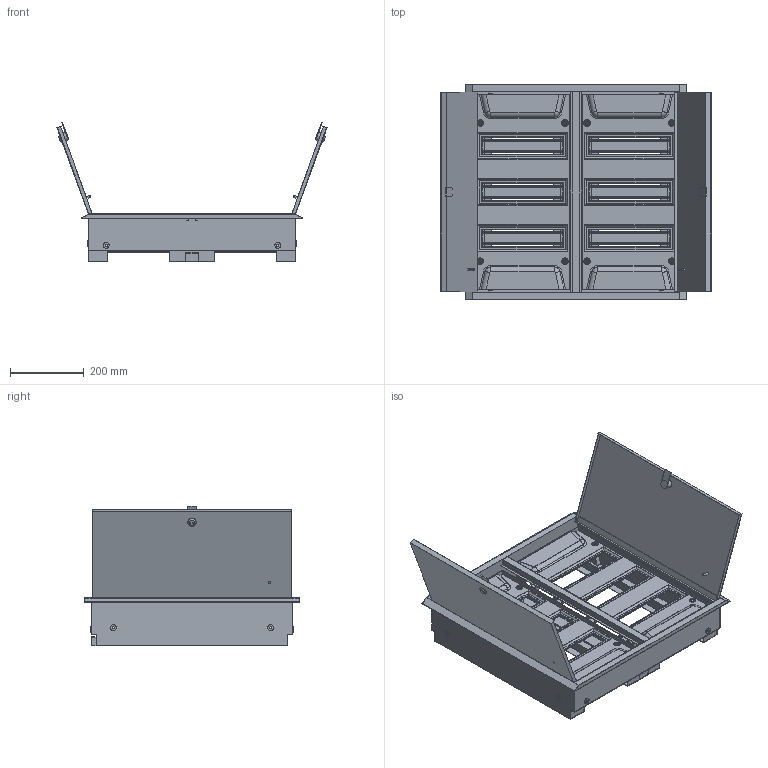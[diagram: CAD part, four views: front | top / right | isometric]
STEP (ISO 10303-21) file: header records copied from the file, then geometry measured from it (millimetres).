
FILE_DESCRIPTION (( 'STEP AP214' ), '1' );
FILE_NAME ('ShRV_2x36_PRO.STEP', '2016-09-23T09:31:33', ( 'user' ), ( '' ), 'SwSTEP 2.0', 'SolidWorks 2014', '' );
FILE_SCHEMA (( 'AUTOMOTIVE_DESIGN' ));
Length unit declared in the file: millimetre
Products named in the file (12): Stoika Shin_‘â®©ª  ¤«ï è¨­; Panel_36; Obolochka_PRO_PRO-2x36; Panel_ShRN-36; Klipsa; ShRV_2x36_PRO; SC GOST 17473_gost_‚¨­â A.M5x10 ƒŽ‘’ 17473-80; Support; Dver_PRO_36; Stoika pan; Dver_PRO_2å36; DIN-Reika_18 ｢箘ｬ箘｢
Assembly tree (48 placements, depth 3):
  ShRV_2x36_PRO
    Obolochka_PRO_PRO-2x36
    Dver_PRO_36
    DIN-Reika_18 ｢箘ｬ箘｢  x6
    Panel_36  x2
      Panel_ShRN-36
      Klipsa
      Stoika pan
    Dver_PRO_2å36
    SC GOST 17473_gost_‚¨­â A.M5x10 ƒŽ‘’ 17473-80  x12
    Stoika Shin_‘â®©ª  ¤«ï è¨­  x8
    Support  x8
Bounding box: 732.41 x 585 x 379.62 mm (x, y, z)
Volume: 1819385.7 mm3; surface area: 3009572.2 mm2
Topology: 55 solids, 56 shells, 3968 faces, 10334 edges, 6532 vertices
Faces by surface type: plane 2348, cylinder 884, bspline 320, torus 176, cone 136, sphere 104
Entity records: 35097 total; most frequent: CARTESIAN_POINT 7229, ORIENTED_EDGE 5662, DIRECTION 5594, EDGE_CURVE 2831, VECTOR 1938, LINE 1938, VERTEX_POINT 1837, AXIS2_PLACEMENT_3D 1828
